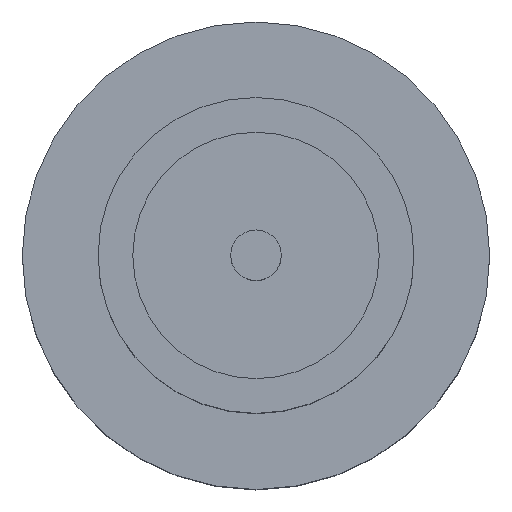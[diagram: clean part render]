
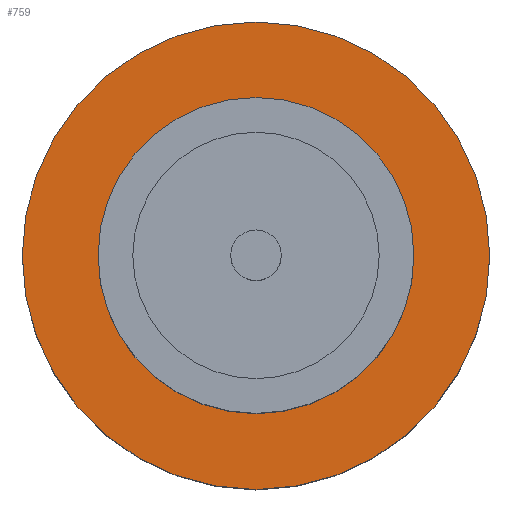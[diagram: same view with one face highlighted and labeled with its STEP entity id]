
A CAD part, top view. The second image highlights one B-rep face of the part: STEP entity #759.
In plain terms, the highlighted planar face has unit normal (0, 0, 1).
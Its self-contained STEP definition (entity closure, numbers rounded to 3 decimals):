
#3 = CARTESIAN_POINT ( 'NONE',  ( 0., 0., 1.55 ) ) ;
#10 = CARTESIAN_POINT ( 'NONE',  ( 0., 0., 1.55 ) ) ;
#32 = EDGE_CURVE ( 'NONE', #160, #840, #193, .T. ) ;
#74 = DIRECTION ( 'NONE',  ( 1., 0., 0. ) ) ;
#109 = CARTESIAN_POINT ( 'NONE',  ( 0., 0., 1.55 ) ) ;
#120 = CARTESIAN_POINT ( 'NONE',  ( 1.85, 0., 1.55 ) ) ;
#134 = ORIENTED_EDGE ( 'NONE', *, *, #767, .T. ) ;
#153 = CARTESIAN_POINT ( 'NONE',  ( 0., 0., 1.55 ) ) ;
#160 = VERTEX_POINT ( 'NONE', #282 ) ;
#166 = EDGE_LOOP ( 'NONE', ( #474, #267 ) ) ;
#167 = CARTESIAN_POINT ( 'NONE',  ( -1.85, 0., 1.55 ) ) ;
#184 = FACE_OUTER_BOUND ( 'NONE', #712, .T. ) ;
#193 = CIRCLE ( 'NONE', #647, 1.25 ) ;
#266 = ORIENTED_EDGE ( 'NONE', *, *, #270, .T. ) ;
#267 = ORIENTED_EDGE ( 'NONE', *, *, #32, .F. ) ;
#270 = EDGE_CURVE ( 'NONE', #800, #672, #458, .T. ) ;
#282 = CARTESIAN_POINT ( 'NONE',  ( -1.25, 0., 1.55 ) ) ;
#294 = DIRECTION ( 'NONE',  ( 0., 0., 1. ) ) ;
#313 = FACE_BOUND ( 'NONE', #166, .T. ) ;
#326 = PLANE ( 'NONE',  #510 ) ;
#328 = CIRCLE ( 'NONE', #387, 1.25 ) ;
#329 = DIRECTION ( 'NONE',  ( 1., 0., 0. ) ) ;
#346 = DIRECTION ( 'NONE',  ( 1., 0., 0. ) ) ;
#350 = DIRECTION ( 'NONE',  ( 0., 0., 1. ) ) ;
#382 = AXIS2_PLACEMENT_3D ( 'NONE', #483, #294, #493 ) ;
#387 = AXIS2_PLACEMENT_3D ( 'NONE', #153, #475, #537 ) ;
#407 = DIRECTION ( 'NONE',  ( 0., 0., 1. ) ) ;
#458 = CIRCLE ( 'NONE', #382, 1.85 ) ;
#474 = ORIENTED_EDGE ( 'NONE', *, *, #719, .F. ) ;
#475 = DIRECTION ( 'NONE',  ( 0., 0., 1. ) ) ;
#483 = CARTESIAN_POINT ( 'NONE',  ( 0., 0., 1.55 ) ) ;
#493 = DIRECTION ( 'NONE',  ( 1., 0., 0. ) ) ;
#510 = AXIS2_PLACEMENT_3D ( 'NONE', #10, #407, #329 ) ;
#537 = DIRECTION ( 'NONE',  ( 1., 0., 0. ) ) ;
#575 = DIRECTION ( 'NONE',  ( 0., 0., 1. ) ) ;
#647 = AXIS2_PLACEMENT_3D ( 'NONE', #3, #575, #74 ) ;
#652 = CIRCLE ( 'NONE', #675, 1.85 ) ;
#672 = VERTEX_POINT ( 'NONE', #120 ) ;
#675 = AXIS2_PLACEMENT_3D ( 'NONE', #109, #350, #346 ) ;
#698 = CARTESIAN_POINT ( 'NONE',  ( 1.25, 0., 1.55 ) ) ;
#712 = EDGE_LOOP ( 'NONE', ( #266, #134 ) ) ;
#719 = EDGE_CURVE ( 'NONE', #840, #160, #328, .T. ) ;
#759 = ADVANCED_FACE ( 'NONE', ( #313, #184 ), #326, .T. ) ;
#767 = EDGE_CURVE ( 'NONE', #672, #800, #652, .T. ) ;
#800 = VERTEX_POINT ( 'NONE', #167 ) ;
#840 = VERTEX_POINT ( 'NONE', #698 ) ;
